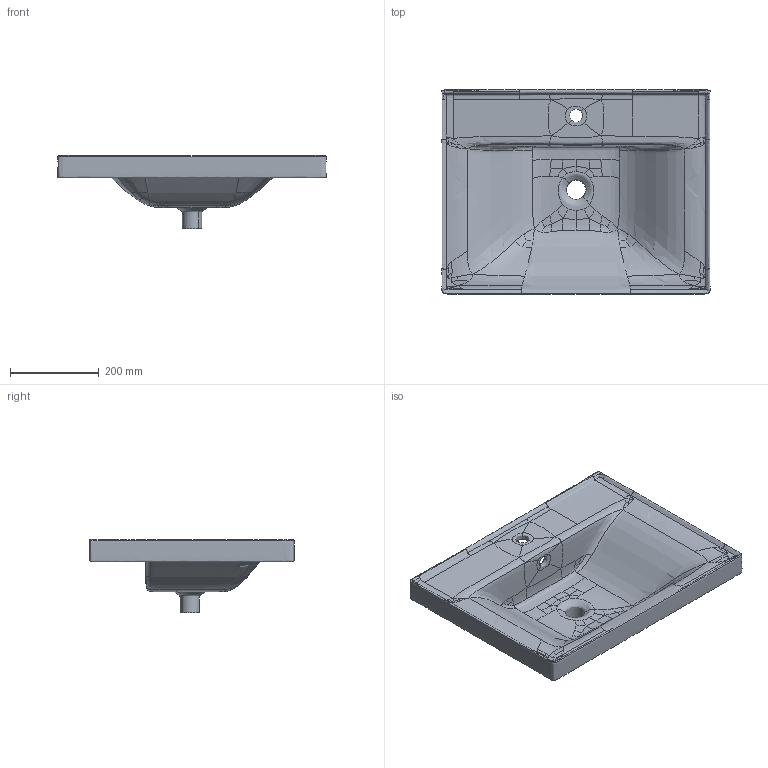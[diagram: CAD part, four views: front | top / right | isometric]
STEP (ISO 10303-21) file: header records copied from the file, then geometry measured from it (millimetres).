
FILE_DESCRIPTION(/* description */ (''),/* implementation_level */ '2;1');
FILE_NAME(/* name */ '2060',/* time_stamp */ '2024-12-16T18:34:10+03:00',/* author */ (''),/* organization */ (''),/* preprocessor_version */ 'ST-DEVELOPER v16.5',/* originating_system */ '',/* authorisation */ '');
FILE_SCHEMA (('AUTOMOTIVE_DESIGN_CC2'));
Length unit declared in the file: millimetre
Products named in the file (1): Document
Bounding box: 605.01 x 460 x 164.52 mm (x, y, z)
Surface area: 459180.5 mm2 (no closed solid volume)
Topology: 0 solids, 1 shells, 159 faces, 401 edges, 240 vertices
Faces by surface type: bspline 159
Entity records: 23721 total; most frequent: CARTESIAN_POINT 21226, ORIENTED_EDGE 792, EDGE_CURVE 401, B_SPLINE_CURVE_WITH_KNOTS 401, VERTEX_POINT 240, ADVANCED_FACE 159, FACE_OUTER_BOUND 159, EDGE_LOOP 159
